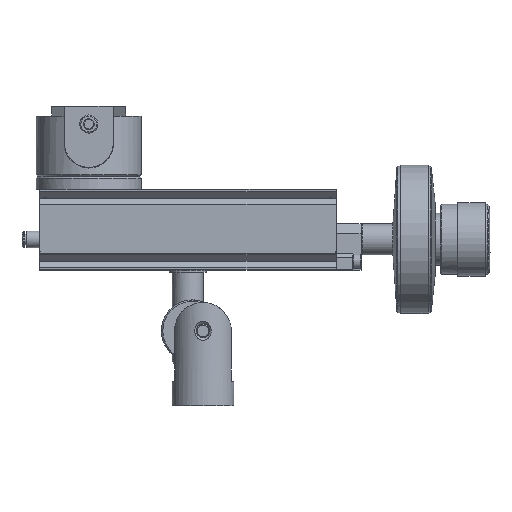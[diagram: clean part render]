
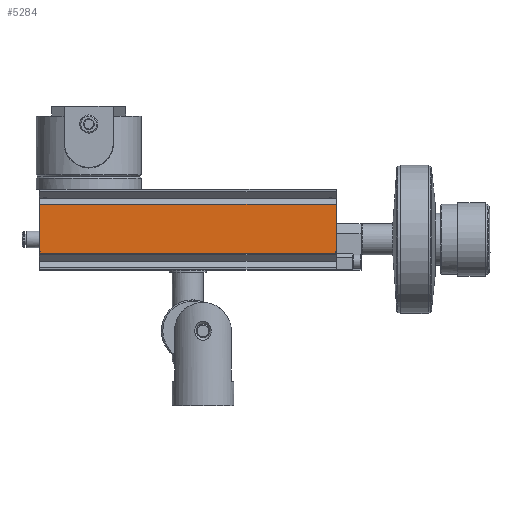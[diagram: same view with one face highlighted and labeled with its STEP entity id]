
A CAD part, top view. The second image highlights one B-rep face of the part: STEP entity #5284.
In plain terms, the highlighted planar face has unit normal (0, 0, 1).
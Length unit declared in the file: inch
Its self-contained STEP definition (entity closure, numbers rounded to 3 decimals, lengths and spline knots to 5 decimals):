
#150 = EDGE_CURVE ( 'NONE', #165, #9100, #3901, .T. ) ;
#165 = VERTEX_POINT ( 'NONE', #958 ) ;
#174 = ORIENTED_EDGE ( 'NONE', *, *, #3184, .F. ) ;
#278 = VERTEX_POINT ( 'NONE', #9666 ) ;
#399 = VECTOR ( 'NONE', #8430, 39.37008 ) ;
#438 = DIRECTION ( 'NONE',  ( 0., -1., 0. ) ) ;
#696 = LINE ( 'NONE', #1802, #4999 ) ;
#761 = DIRECTION ( 'NONE',  ( 1., 0., 0. ) ) ;
#958 = CARTESIAN_POINT ( 'NONE',  ( -2.99, 0.183, 0.19529 ) ) ;
#1091 = EDGE_CURVE ( 'NONE', #165, #278, #5568, .T. ) ;
#1141 = EDGE_CURVE ( 'NONE', #8344, #10225, #9363, .T. ) ;
#1260 = VECTOR ( 'NONE', #1329, 39.37008 ) ;
#1266 = DIRECTION ( 'NONE',  ( -1., 0., 0. ) ) ;
#1269 = VERTEX_POINT ( 'NONE', #2514 ) ;
#1329 = DIRECTION ( 'NONE',  ( -1., 0., 0. ) ) ;
#1367 = CARTESIAN_POINT ( 'NONE',  ( 0., 0.183, 0.19529 ) ) ;
#1448 = CARTESIAN_POINT ( 'NONE',  ( -0.01, 0.505, 0.19529 ) ) ;
#1500 = VERTEX_POINT ( 'NONE', #6612 ) ;
#1514 = CARTESIAN_POINT ( 'NONE',  ( -2.99, 0.167, 0.19529 ) ) ;
#1615 = ORIENTED_EDGE ( 'NONE', *, *, #1141, .T. ) ;
#1802 = CARTESIAN_POINT ( 'NONE',  ( 0., 0.183, 0.19529 ) ) ;
#1828 = LINE ( 'NONE', #10079, #8536 ) ;
#2514 = CARTESIAN_POINT ( 'NONE',  ( -0.01, 0.167, 0.19529 ) ) ;
#2554 = CARTESIAN_POINT ( 'NONE',  ( -2.99, 0.505, 0.19529 ) ) ;
#2749 = VECTOR ( 'NONE', #10381, 39.37008 ) ;
#2997 = LINE ( 'NONE', #1514, #2749 ) ;
#3075 = CARTESIAN_POINT ( 'NONE',  ( 0., 0.663, 0.19529 ) ) ;
#3184 = EDGE_CURVE ( 'NONE', #8344, #1500, #1828, .T. ) ;
#3582 = CARTESIAN_POINT ( 'NONE',  ( -2.99, 0.167, 0.19529 ) ) ;
#3644 = ORIENTED_EDGE ( 'NONE', *, *, #5718, .T. ) ;
#3703 = CARTESIAN_POINT ( 'NONE',  ( 0., 0.663, 0.19529 ) ) ;
#3901 = LINE ( 'NONE', #2554, #9597 ) ;
#3977 = CARTESIAN_POINT ( 'NONE',  ( 0., 0., 0.19529 ) ) ;
#4131 = CARTESIAN_POINT ( 'NONE',  ( -0.01, 0.183, 0.19529 ) ) ;
#4192 = VECTOR ( 'NONE', #5508, 39.37008 ) ;
#4381 = FACE_OUTER_BOUND ( 'NONE', #8564, .T. ) ;
#4583 = ORIENTED_EDGE ( 'NONE', *, *, #1091, .F. ) ;
#4627 = EDGE_CURVE ( 'NONE', #9100, #1269, #2997, .T. ) ;
#4768 = VERTEX_POINT ( 'NONE', #4131 ) ;
#4887 = ORIENTED_EDGE ( 'NONE', *, *, #7931, .F. ) ;
#4985 = DIRECTION ( 'NONE',  ( 0., -1., 0. ) ) ;
#4999 = VECTOR ( 'NONE', #5026, 39.37008 ) ;
#5026 = DIRECTION ( 'NONE',  ( -1., 0., 0. ) ) ;
#5066 = VECTOR ( 'NONE', #1266, 39.37008 ) ;
#5284 = ADVANCED_FACE ( 'NONE', ( #4381 ), #10431, .T. ) ;
#5465 = ORIENTED_EDGE ( 'NONE', *, *, #150, .T. ) ;
#5508 = DIRECTION ( 'NONE',  ( 0., 1., 0. ) ) ;
#5568 = LINE ( 'NONE', #1367, #1260 ) ;
#5599 = DIRECTION ( 'NONE',  ( 0., 0., 1. ) ) ;
#5718 = EDGE_CURVE ( 'NONE', #1269, #4768, #8487, .T. ) ;
#6143 = CARTESIAN_POINT ( 'NONE',  ( -3., 0.663, 0.19529 ) ) ;
#6612 = CARTESIAN_POINT ( 'NONE',  ( 0., 0.183, 0.19529 ) ) ;
#7581 = CARTESIAN_POINT ( 'NONE',  ( -3., 0.663, 0.19529 ) ) ;
#7931 = EDGE_CURVE ( 'NONE', #1500, #4768, #696, .T. ) ;
#8135 = ORIENTED_EDGE ( 'NONE', *, *, #4627, .T. ) ;
#8344 = VERTEX_POINT ( 'NONE', #3075 ) ;
#8430 = DIRECTION ( 'NONE',  ( 0., -1., 0. ) ) ;
#8487 = LINE ( 'NONE', #1448, #4192 ) ;
#8536 = VECTOR ( 'NONE', #438, 39.37008 ) ;
#8564 = EDGE_LOOP ( 'NONE', ( #4583, #5465, #8135, #3644, #4887, #174, #1615, #10313 ) ) ;
#9015 = LINE ( 'NONE', #7581, #399 ) ;
#9086 = EDGE_CURVE ( 'NONE', #10225, #278, #9015, .T. ) ;
#9100 = VERTEX_POINT ( 'NONE', #3582 ) ;
#9318 = AXIS2_PLACEMENT_3D ( 'NONE', #3977, #5599, #761 ) ;
#9363 = LINE ( 'NONE', #3703, #5066 ) ;
#9597 = VECTOR ( 'NONE', #4985, 39.37008 ) ;
#9666 = CARTESIAN_POINT ( 'NONE',  ( -3., 0.183, 0.19529 ) ) ;
#10079 = CARTESIAN_POINT ( 'NONE',  ( 0., 0.663, 0.19529 ) ) ;
#10225 = VERTEX_POINT ( 'NONE', #6143 ) ;
#10313 = ORIENTED_EDGE ( 'NONE', *, *, #9086, .T. ) ;
#10381 = DIRECTION ( 'NONE',  ( 1., 0., 0. ) ) ;
#10431 = PLANE ( 'NONE',  #9318 ) ;
